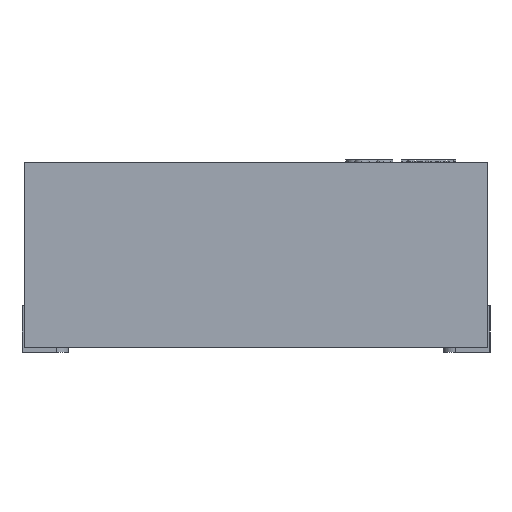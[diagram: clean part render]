
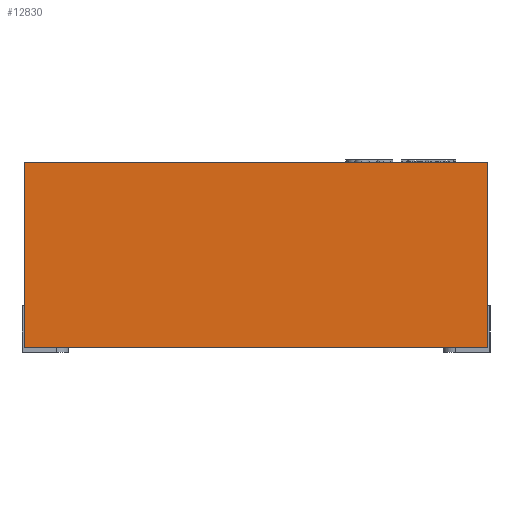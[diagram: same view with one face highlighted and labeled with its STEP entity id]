
A CAD part, front view. The second image highlights one B-rep face of the part: STEP entity #12830.
In plain terms, the highlighted planar face has unit normal (0, -1, 0).
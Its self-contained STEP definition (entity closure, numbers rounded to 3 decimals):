
#597 = VECTOR ( 'NONE', #19734, 1000. ) ;
#612 = ORIENTED_EDGE ( 'NONE', *, *, #5379, .F. ) ;
#647 = CARTESIAN_POINT ( 'NONE',  ( -1., -1., 0.83 ) ) ;
#656 = CARTESIAN_POINT ( 'NONE',  ( -1., -1., 0.83 ) ) ;
#1031 = CARTESIAN_POINT ( 'NONE',  ( 1., -1., 0.03 ) ) ;
#1452 = CARTESIAN_POINT ( 'NONE',  ( 1., -1., 0.83 ) ) ;
#2264 = PLANE ( 'NONE',  #19129 ) ;
#3003 = VECTOR ( 'NONE', #6243, 1000. ) ;
#3597 = DIRECTION ( 'NONE',  ( 0., 0., -1. ) ) ;
#3869 = EDGE_CURVE ( 'NONE', #5341, #10812, #8498, .T. ) ;
#4579 = LINE ( 'NONE', #9334, #18013 ) ;
#4605 = ORIENTED_EDGE ( 'NONE', *, *, #7579, .F. ) ;
#5341 = VERTEX_POINT ( 'NONE', #18892 ) ;
#5379 = EDGE_CURVE ( 'NONE', #7681, #10812, #20904, .T. ) ;
#6243 = DIRECTION ( 'NONE',  ( 0., 0., -1. ) ) ;
#6479 = LINE ( 'NONE', #647, #19720 ) ;
#7579 = EDGE_CURVE ( 'NONE', #13366, #7681, #4579, .T. ) ;
#7681 = VERTEX_POINT ( 'NONE', #17312 ) ;
#8482 = EDGE_CURVE ( 'NONE', #13366, #5341, #6479, .T. ) ;
#8498 = LINE ( 'NONE', #11850, #597 ) ;
#9334 = CARTESIAN_POINT ( 'NONE',  ( -1., -1., 0.83 ) ) ;
#10470 = EDGE_LOOP ( 'NONE', ( #15041, #612, #4605, #17270 ) ) ;
#10812 = VERTEX_POINT ( 'NONE', #1031 ) ;
#11569 = DIRECTION ( 'NONE',  ( 0., 1., 0. ) ) ;
#11850 = CARTESIAN_POINT ( 'NONE',  ( -1., -1., 0.03 ) ) ;
#12830 = ADVANCED_FACE ( 'NONE', ( #13478 ), #2264, .F. ) ;
#13363 = DIRECTION ( 'NONE',  ( 0., 0., 1. ) ) ;
#13366 = VERTEX_POINT ( 'NONE', #656 ) ;
#13478 = FACE_OUTER_BOUND ( 'NONE', #10470, .T. ) ;
#15041 = ORIENTED_EDGE ( 'NONE', *, *, #3869, .T. ) ;
#17270 = ORIENTED_EDGE ( 'NONE', *, *, #8482, .T. ) ;
#17312 = CARTESIAN_POINT ( 'NONE',  ( 1., -1., 0.83 ) ) ;
#18013 = VECTOR ( 'NONE', #18698, 1000. ) ;
#18216 = CARTESIAN_POINT ( 'NONE',  ( -1., -1., 0.83 ) ) ;
#18698 = DIRECTION ( 'NONE',  ( 1., 0., 0. ) ) ;
#18892 = CARTESIAN_POINT ( 'NONE',  ( -1., -1., 0.03 ) ) ;
#19129 = AXIS2_PLACEMENT_3D ( 'NONE', #18216, #11569, #13363 ) ;
#19720 = VECTOR ( 'NONE', #3597, 1000. ) ;
#19734 = DIRECTION ( 'NONE',  ( 1., 0., 0. ) ) ;
#20904 = LINE ( 'NONE', #1452, #3003 ) ;
